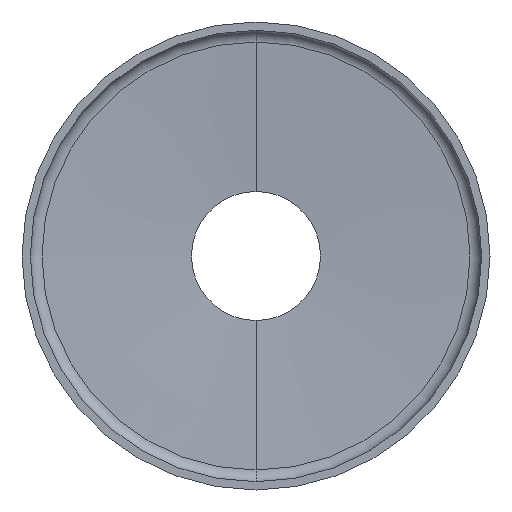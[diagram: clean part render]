
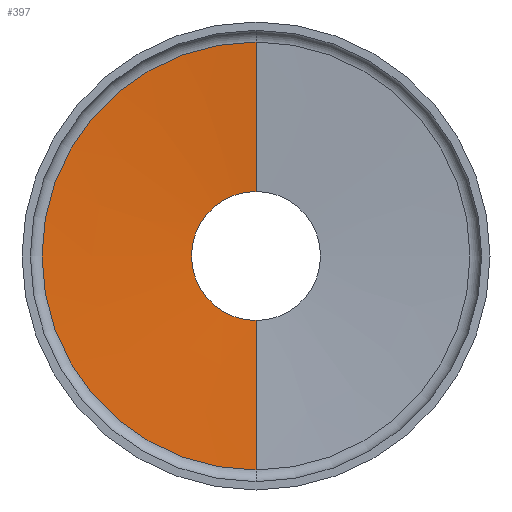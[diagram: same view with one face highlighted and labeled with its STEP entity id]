
A CAD part, front view. The second image highlights one B-rep face of the part: STEP entity #397.
In plain terms, the highlighted conical face has half-angle 86.479 degrees and reference radius 20.574 mm.
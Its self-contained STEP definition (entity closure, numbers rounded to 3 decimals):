
#6 = EDGE_CURVE ( 'NONE', #58, #340, #161, .T. ) ;
#15 = VERTEX_POINT ( 'NONE', #201 ) ;
#42 = DIRECTION ( 'NONE',  ( 0., -0.061, 0.998 ) ) ;
#58 = VERTEX_POINT ( 'NONE', #240 ) ;
#93 = ORIENTED_EDGE ( 'NONE', *, *, #156, .T. ) ;
#95 = DIRECTION ( 'NONE',  ( 0., 0., -1. ) ) ;
#96 = CARTESIAN_POINT ( 'NONE',  ( 0., 13.202, 0. ) ) ;
#128 = CARTESIAN_POINT ( 'NONE',  ( 0., 12.317, 0. ) ) ;
#151 = AXIS2_PLACEMENT_3D ( 'NONE', #128, #461, #95 ) ;
#156 = EDGE_CURVE ( 'NONE', #15, #58, #199, .T. ) ;
#158 = DIRECTION ( 'NONE',  ( 0., -0.061, -0.998 ) ) ;
#161 = CIRCLE ( 'NONE', #151, 20.574 ) ;
#178 = EDGE_CURVE ( 'NONE', #15, #263, #316, .T. ) ;
#182 = CARTESIAN_POINT ( 'NONE',  ( 0., 12.317, -20.574 ) ) ;
#190 = CARTESIAN_POINT ( 'NONE',  ( 0., 12.317, -20.574 ) ) ;
#199 = LINE ( 'NONE', #431, #325 ) ;
#201 = CARTESIAN_POINT ( 'NONE',  ( 0., 13.202, 6.201 ) ) ;
#232 = VECTOR ( 'NONE', #158, 1000. ) ;
#240 = CARTESIAN_POINT ( 'NONE',  ( 0., 12.317, 20.574 ) ) ;
#243 = DIRECTION ( 'NONE',  ( 0., -1., 0. ) ) ;
#254 = AXIS2_PLACEMENT_3D ( 'NONE', #96, #243, #279 ) ;
#257 = CARTESIAN_POINT ( 'NONE',  ( 0., 12.317, 0. ) ) ;
#263 = VERTEX_POINT ( 'NONE', #335 ) ;
#279 = DIRECTION ( 'NONE',  ( 0., 0., -1. ) ) ;
#289 = EDGE_LOOP ( 'NONE', ( #382, #93, #375, #449 ) ) ;
#316 = CIRCLE ( 'NONE', #254, 6.201 ) ;
#325 = VECTOR ( 'NONE', #42, 1000. ) ;
#331 = CONICAL_SURFACE ( 'NONE', #454, 20.574, 1.509 ) ;
#335 = CARTESIAN_POINT ( 'NONE',  ( 0., 13.202, -6.201 ) ) ;
#338 = DIRECTION ( 'NONE',  ( 0., -1., 0. ) ) ;
#340 = VERTEX_POINT ( 'NONE', #182 ) ;
#375 = ORIENTED_EDGE ( 'NONE', *, *, #6, .T. ) ;
#382 = ORIENTED_EDGE ( 'NONE', *, *, #178, .F. ) ;
#392 = FACE_OUTER_BOUND ( 'NONE', #289, .T. ) ;
#397 = ADVANCED_FACE ( 'NONE', ( #392 ), #331, .F. ) ;
#402 = DIRECTION ( 'NONE',  ( 0., 0., -1. ) ) ;
#417 = LINE ( 'NONE', #190, #232 ) ;
#431 = CARTESIAN_POINT ( 'NONE',  ( 0., 12.317, 20.574 ) ) ;
#441 = EDGE_CURVE ( 'NONE', #263, #340, #417, .T. ) ;
#449 = ORIENTED_EDGE ( 'NONE', *, *, #441, .F. ) ;
#454 = AXIS2_PLACEMENT_3D ( 'NONE', #257, #338, #402 ) ;
#461 = DIRECTION ( 'NONE',  ( 0., -1., 0. ) ) ;
